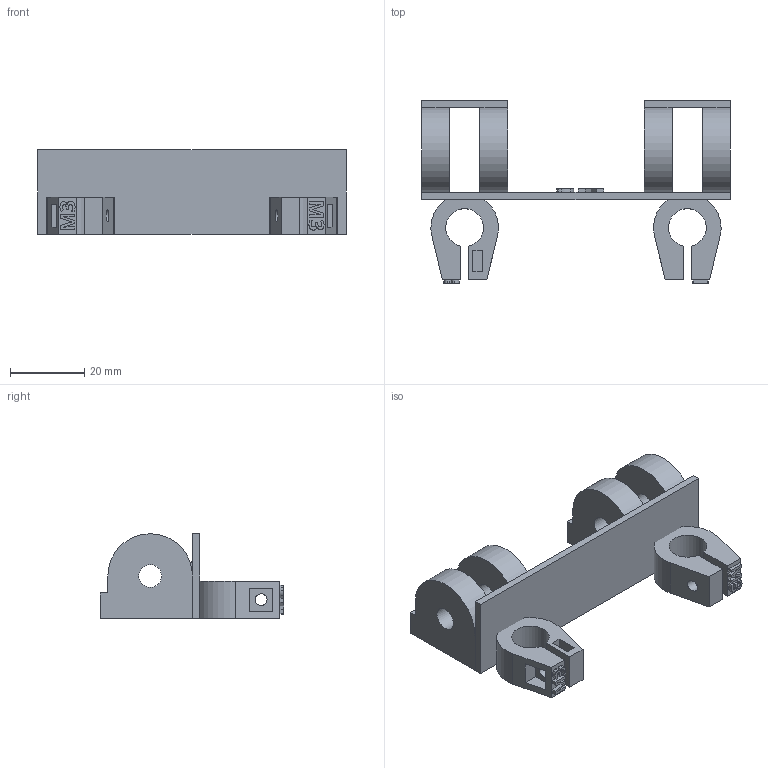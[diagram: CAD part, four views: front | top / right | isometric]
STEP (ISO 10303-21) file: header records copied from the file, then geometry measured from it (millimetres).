
FILE_DESCRIPTION(/* description */ ('STEP AP242','CAx-IF Rec.Pracs.---Representation and Presentation of Product Manufacturing Information (PMI)---4.0---2014-10-13','CAx-IF Rec.Pracs.---3D Tessellated Geometry---0.4---2014-09-14','2;1'),/* implementation_level */ '2;1');
FILE_NAME(/* name */ '6785de6e727a0e6f70d0065b',/* time_stamp */ '2025-01-14T03:47:59Z',/* author */ (''),/* organization */ (''),/* preprocessor_version */ 'ST-DEVELOPER v20',/* originating_system */ 'ONSHAPE BY PTC INC, 1.192',/* authorisation */ ' ');
FILE_SCHEMA (('AP242_MANAGED_MODEL_BASED_3D_ENGINEERING_MIM_LF { 1 0 10303 442 1 1 4 }'));
Length unit declared in the file: metre
Products named in the file (4): Print: New Camera Mount Back; Part 1
Assembly tree (5 placements, depth 2):
  Print: New Camera Mount Back
    Part 1  x2
    Part 1
    Part 1  x2
Bounding box: 83.2 x 49.32 x 22.77 mm (x, y, z)
Volume: 21787.7 mm3; surface area: 15115.1 mm2
Topology: 5 solids, 5 shells, 227 faces, 620 edges, 414 vertices
Faces by surface type: plane 135, bspline 58, cylinder 34
Full cylindrical faces by diameter (mm): 3.2 x6, 6.2 x4
Entity records: 4609 total; most frequent: CARTESIAN_POINT 1212, ORIENTED_EDGE 748, DIRECTION 544, EDGE_CURVE 374, LINE 256, VECTOR 256, VERTEX_POINT 252, EDGE_LOOP 162
